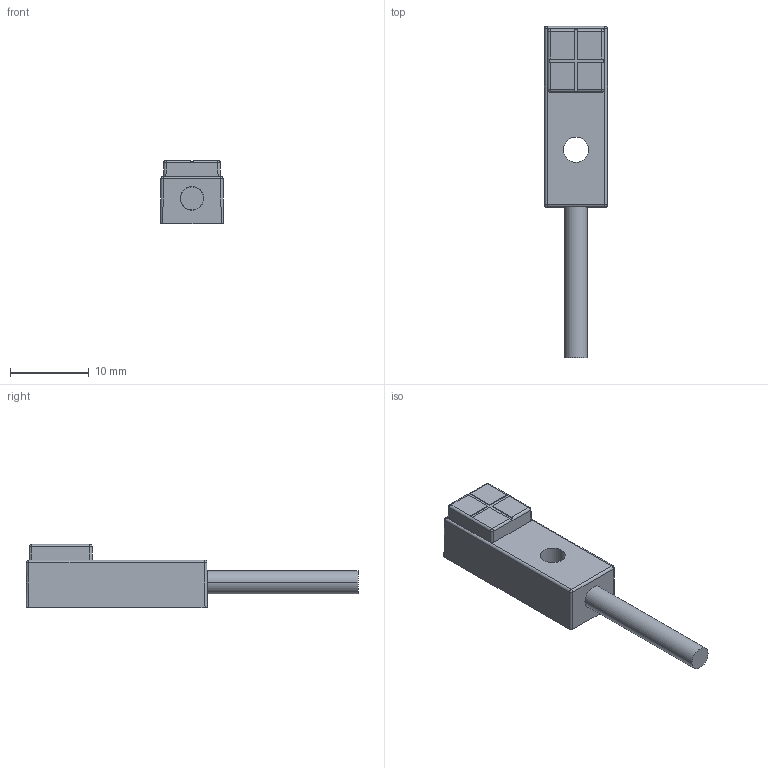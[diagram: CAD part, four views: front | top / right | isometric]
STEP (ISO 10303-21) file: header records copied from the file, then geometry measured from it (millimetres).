
FILE_DESCRIPTION((''),'2;1');
FILE_NAME('TEN08','2022-03-25T',('EDY'),(''),'CREO PARAMETRIC BY PTC INC, 2018070','CREO PARAMETRIC BY PTC INC, 2018070','');
FILE_SCHEMA(('CONFIG_CONTROL_DESIGN'));
Length unit declared in the file: millimetre
Products named in the file (1): TEN08
Bounding box: 8 x 42.1 x 8 mm (x, y, z)
Volume: 1145.2 mm3; surface area: 1425.6 mm2
Topology: 1 solids, 2 shells, 90 faces, 219 edges, 132 vertices
Faces by surface type: plane 52, cylinder 28, sphere 8, cone 2
Entity records: 2677 total; most frequent: CARTESIAN_POINT 488, DIRECTION 437, ORIENTED_EDGE 422, EDGE_CURVE 211, AXIS2_PLACEMENT_3D 146, VECTOR 145, LINE 145, VERTEX_POINT 132
